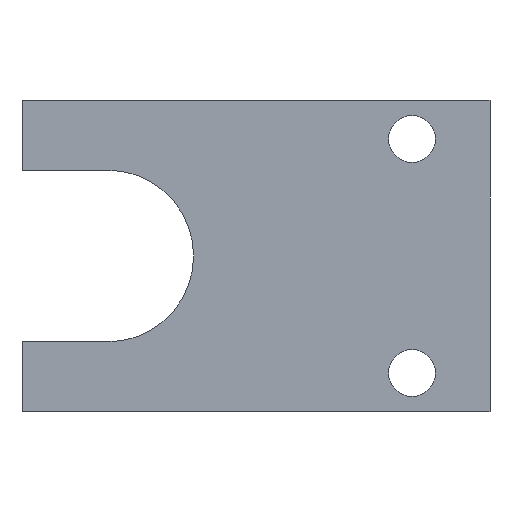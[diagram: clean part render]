
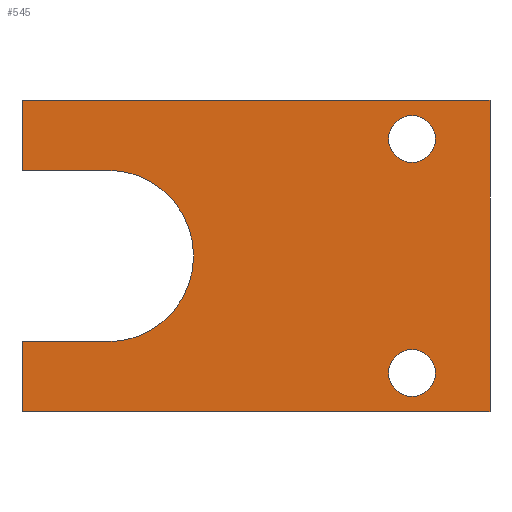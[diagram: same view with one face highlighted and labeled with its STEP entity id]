
A CAD part, front view. The second image highlights one B-rep face of the part: STEP entity #545.
In plain terms, the highlighted planar face has unit normal (0, -1, 0).
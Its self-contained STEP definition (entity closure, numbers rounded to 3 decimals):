
#61=CARTESIAN_POINT('Vertex',(0.,0.,0.)) ;
#66=CARTESIAN_POINT('Line Origine',(0.,0.,4.5)) ;
#70=CARTESIAN_POINT('Vertex',(0.,0.,9.)) ;
#97=CARTESIAN_POINT('Line Origine',(5.5,0.,9.)) ;
#101=CARTESIAN_POINT('Vertex',(11.,0.,9.)) ;
#128=CARTESIAN_POINT('Axis2P3D Location',(11.,0.,20.)) ;
#132=CARTESIAN_POINT('Vertex',(11.,0.,31.)) ;
#159=CARTESIAN_POINT('Line Origine',(5.5,0.,31.)) ;
#163=CARTESIAN_POINT('Vertex',(0.,0.,31.)) ;
#190=CARTESIAN_POINT('Line Origine',(0.,0.,35.5)) ;
#194=CARTESIAN_POINT('Vertex',(0.,0.,40.)) ;
#221=CARTESIAN_POINT('Line Origine',(23.402,0.,40.)) ;
#225=CARTESIAN_POINT('Vertex',(46.805,0.,40.)) ;
#247=CARTESIAN_POINT('Line Origine',(53.402,0.,40.)) ;
#251=CARTESIAN_POINT('Vertex',(60.,0.,40.)) ;
#278=CARTESIAN_POINT('Line Origine',(60.,0.,38.217)) ;
#282=CARTESIAN_POINT('Vertex',(60.,0.,36.434)) ;
#304=CARTESIAN_POINT('Line Origine',(60.,0.,28.978)) ;
#308=CARTESIAN_POINT('Vertex',(60.,0.,21.523)) ;
#330=CARTESIAN_POINT('Line Origine',(60.,0.,10.761)) ;
#334=CARTESIAN_POINT('Vertex',(60.,0.,0.)) ;
#361=CARTESIAN_POINT('Line Origine',(55.,0.,0.)) ;
#365=CARTESIAN_POINT('Vertex',(50.,0.,0.)) ;
#387=CARTESIAN_POINT('Line Origine',(25.,0.,0.)) ;
#422=CARTESIAN_POINT('Vertex',(47.,0.,35.)) ;
#425=CARTESIAN_POINT('Axis2P3D Location',(50.,0.,35.)) ;
#429=CARTESIAN_POINT('Vertex',(53.,0.,35.)) ;
#449=CARTESIAN_POINT('Axis2P3D Location',(50.,0.,35.)) ;
#479=CARTESIAN_POINT('Vertex',(47.,0.,5.)) ;
#482=CARTESIAN_POINT('Axis2P3D Location',(50.,0.,5.)) ;
#486=CARTESIAN_POINT('Vertex',(53.,0.,5.)) ;
#506=CARTESIAN_POINT('Axis2P3D Location',(50.,0.,5.)) ;
#518=CARTESIAN_POINT('Axis2P3D Location',(0.,0.,0.)) ;
#67=DIRECTION('Vector Direction',(0.,0.,-1.)) ;
#98=DIRECTION('Vector Direction',(-1.,0.,0.)) ;
#129=DIRECTION('Axis2P3D Direction',(0.,1.,-0.)) ;
#160=DIRECTION('Vector Direction',(1.,0.,0.)) ;
#191=DIRECTION('Vector Direction',(0.,0.,-1.)) ;
#222=DIRECTION('Vector Direction',(-1.,0.,0.)) ;
#248=DIRECTION('Vector Direction',(-1.,0.,0.)) ;
#279=DIRECTION('Vector Direction',(0.,0.,1.)) ;
#305=DIRECTION('Vector Direction',(0.,0.,1.)) ;
#331=DIRECTION('Vector Direction',(0.,0.,1.)) ;
#362=DIRECTION('Vector Direction',(1.,0.,0.)) ;
#388=DIRECTION('Vector Direction',(1.,0.,0.)) ;
#426=DIRECTION('Axis2P3D Direction',(0.,1.,-0.)) ;
#450=DIRECTION('Axis2P3D Direction',(0.,1.,-0.)) ;
#483=DIRECTION('Axis2P3D Direction',(0.,1.,-0.)) ;
#507=DIRECTION('Axis2P3D Direction',(0.,1.,-0.)) ;
#519=DIRECTION('Axis2P3D Direction',(0.,1.,-0.)) ;
#520=DIRECTION('Axis2P3D XDirection',(-1.,0.,0.)) ;
#130=AXIS2_PLACEMENT_3D('Circle Axis2P3D',#128,#129,$) ;
#427=AXIS2_PLACEMENT_3D('Circle Axis2P3D',#425,#426,$) ;
#451=AXIS2_PLACEMENT_3D('Circle Axis2P3D',#449,#450,$) ;
#484=AXIS2_PLACEMENT_3D('Circle Axis2P3D',#482,#483,$) ;
#508=AXIS2_PLACEMENT_3D('Circle Axis2P3D',#506,#507,$) ;
#521=AXIS2_PLACEMENT_3D('Plane Axis2P3D',#518,#519,#520) ;
#524=ORIENTED_EDGE('',*,*,#391,.F.) ;
#525=ORIENTED_EDGE('',*,*,#367,.F.) ;
#526=ORIENTED_EDGE('',*,*,#336,.F.) ;
#527=ORIENTED_EDGE('',*,*,#310,.F.) ;
#528=ORIENTED_EDGE('',*,*,#284,.F.) ;
#529=ORIENTED_EDGE('',*,*,#253,.F.) ;
#530=ORIENTED_EDGE('',*,*,#227,.F.) ;
#531=ORIENTED_EDGE('',*,*,#196,.F.) ;
#532=ORIENTED_EDGE('',*,*,#165,.F.) ;
#533=ORIENTED_EDGE('',*,*,#134,.F.) ;
#534=ORIENTED_EDGE('',*,*,#103,.F.) ;
#535=ORIENTED_EDGE('',*,*,#72,.F.) ;
#538=ORIENTED_EDGE('',*,*,#453,.T.) ;
#539=ORIENTED_EDGE('',*,*,#431,.T.) ;
#542=ORIENTED_EDGE('',*,*,#510,.T.) ;
#543=ORIENTED_EDGE('',*,*,#488,.T.) ;
#540=FACE_BOUND('',#537,.T.) ;
#544=FACE_BOUND('',#541,.T.) ;
#68=VECTOR('Line Direction',#67,1.) ;
#99=VECTOR('Line Direction',#98,1.) ;
#161=VECTOR('Line Direction',#160,1.) ;
#192=VECTOR('Line Direction',#191,1.) ;
#223=VECTOR('Line Direction',#222,1.) ;
#249=VECTOR('Line Direction',#248,1.) ;
#280=VECTOR('Line Direction',#279,1.) ;
#306=VECTOR('Line Direction',#305,1.) ;
#332=VECTOR('Line Direction',#331,1.) ;
#363=VECTOR('Line Direction',#362,1.) ;
#389=VECTOR('Line Direction',#388,1.) ;
#545=ADVANCED_FACE('Corps principal',(#536,#540,#544),#522,.F.) ;
#131=CIRCLE('generated circle',#130,11.) ;
#428=CIRCLE('generated circle',#427,3.) ;
#452=CIRCLE('generated circle',#451,3.) ;
#485=CIRCLE('generated circle',#484,3.) ;
#509=CIRCLE('generated circle',#508,3.) ;
#72=EDGE_CURVE('',#62,#71,#69,.F.) ;
#103=EDGE_CURVE('',#71,#102,#100,.F.) ;
#134=EDGE_CURVE('',#102,#133,#131,.F.) ;
#165=EDGE_CURVE('',#133,#164,#162,.F.) ;
#196=EDGE_CURVE('',#164,#195,#193,.F.) ;
#227=EDGE_CURVE('',#195,#226,#224,.F.) ;
#253=EDGE_CURVE('',#226,#252,#250,.F.) ;
#284=EDGE_CURVE('',#252,#283,#281,.F.) ;
#310=EDGE_CURVE('',#283,#309,#307,.F.) ;
#336=EDGE_CURVE('',#309,#335,#333,.F.) ;
#367=EDGE_CURVE('',#335,#366,#364,.F.) ;
#391=EDGE_CURVE('',#366,#62,#390,.F.) ;
#431=EDGE_CURVE('',#430,#423,#428,.T.) ;
#453=EDGE_CURVE('',#423,#430,#452,.T.) ;
#488=EDGE_CURVE('',#487,#480,#485,.T.) ;
#510=EDGE_CURVE('',#480,#487,#509,.T.) ;
#523=EDGE_LOOP('',(#524,#525,#526,#527,#528,#529,#530,#531,#532,#533,#534,#535)) ;
#537=EDGE_LOOP('',(#538,#539)) ;
#541=EDGE_LOOP('',(#542,#543)) ;
#536=FACE_OUTER_BOUND('',#523,.T.) ;
#69=LINE('Line',#66,#68) ;
#100=LINE('Line',#97,#99) ;
#162=LINE('Line',#159,#161) ;
#193=LINE('Line',#190,#192) ;
#224=LINE('Line',#221,#223) ;
#250=LINE('Line',#247,#249) ;
#281=LINE('Line',#278,#280) ;
#307=LINE('Line',#304,#306) ;
#333=LINE('Line',#330,#332) ;
#364=LINE('Line',#361,#363) ;
#390=LINE('Line',#387,#389) ;
#522=PLANE('Plane',#521) ;
#62=VERTEX_POINT('',#61) ;
#71=VERTEX_POINT('',#70) ;
#102=VERTEX_POINT('',#101) ;
#133=VERTEX_POINT('',#132) ;
#164=VERTEX_POINT('',#163) ;
#195=VERTEX_POINT('',#194) ;
#226=VERTEX_POINT('',#225) ;
#252=VERTEX_POINT('',#251) ;
#283=VERTEX_POINT('',#282) ;
#309=VERTEX_POINT('',#308) ;
#335=VERTEX_POINT('',#334) ;
#366=VERTEX_POINT('',#365) ;
#423=VERTEX_POINT('',#422) ;
#430=VERTEX_POINT('',#429) ;
#480=VERTEX_POINT('',#479) ;
#487=VERTEX_POINT('',#486) ;
